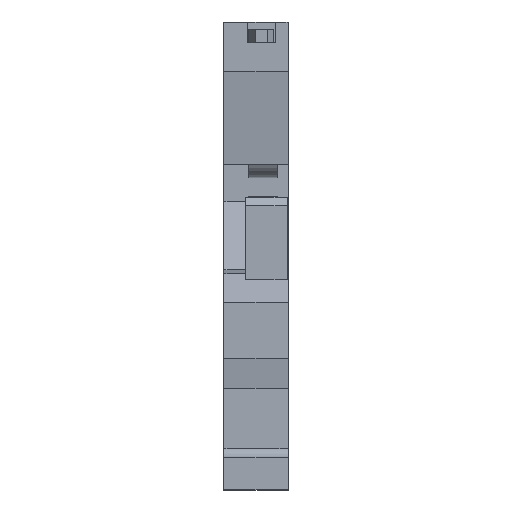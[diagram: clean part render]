
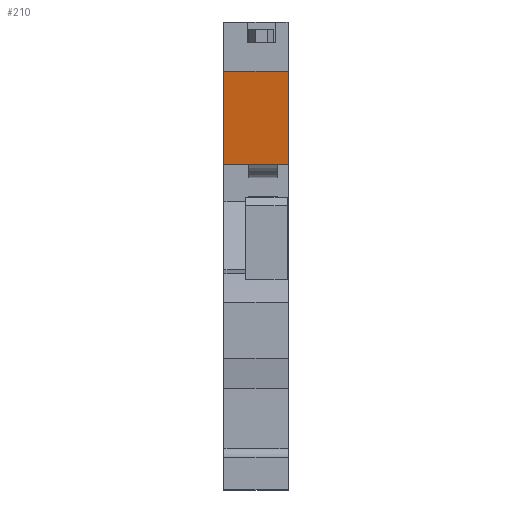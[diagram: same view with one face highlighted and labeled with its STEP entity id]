
A CAD part, front view. The second image highlights one B-rep face of the part: STEP entity #210.
In plain terms, the highlighted planar face has unit normal (0, -0.99, -0.139).
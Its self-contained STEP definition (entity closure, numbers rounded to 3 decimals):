
#210=ADVANCED_FACE('',(#556),#557,.F.);
#556=FACE_OUTER_BOUND('',#1038,.T.);
#557=PLANE('',#1039);
#1038=EDGE_LOOP('',(#1652,#1653,#1654,#1655));
#1039=AXIS2_PLACEMENT_3D('',#1656,#1657,#1658);
#1652=ORIENTED_EDGE('',*,*,#3141,.F.);
#1653=ORIENTED_EDGE('',*,*,#3142,.T.);
#1654=ORIENTED_EDGE('',*,*,#3120,.T.);
#1655=ORIENTED_EDGE('',*,*,#3143,.F.);
#1656=CARTESIAN_POINT('',(0.,0.925,39.951));
#1657=DIRECTION('',(0.,0.99,0.139));
#1658=DIRECTION('',(-1.0,0.,0.));
#3120=EDGE_CURVE('',#3779,#3780,#3781,.T.);
#3141=EDGE_CURVE('',#3818,#3819,#3820,.T.);
#3142=EDGE_CURVE('',#3818,#3779,#3821,.T.);
#3143=EDGE_CURVE('',#3819,#3780,#3822,.T.);
#3779=VERTEX_POINT('',#5003);
#3780=VERTEX_POINT('',#5004);
#3781=LINE('',#5005,#5006);
#3818=VERTEX_POINT('',#5060);
#3819=VERTEX_POINT('',#5061);
#3820=LINE('',#5062,#5063);
#3821=LINE('',#5064,#5065);
#3822=LINE('',#5066,#5067);
#5003=CARTESIAN_POINT('',(6.15,0.905,40.089));
#5004=CARTESIAN_POINT('',(0.,0.905,40.089));
#5005=CARTESIAN_POINT('',(0.,0.905,40.089));
#5006=VECTOR('',#6874,1.0);
#5060=CARTESIAN_POINT('',(6.15,2.155,31.2));
#5061=CARTESIAN_POINT('',(0.,2.155,31.2));
#5062=CARTESIAN_POINT('',(0.,2.155,31.2));
#5063=VECTOR('',#6892,1.0);
#5064=CARTESIAN_POINT('',(6.15,5.696,6.002));
#5065=VECTOR('',#6893,1.0);
#5066=CARTESIAN_POINT('',(0.,5.696,6.002));
#5067=VECTOR('',#6894,1.0);
#6874=DIRECTION('',(-1.0,0.,0.));
#6892=DIRECTION('',(-1.0,0.,0.));
#6893=DIRECTION('',(0.,-0.139,0.99));
#6894=DIRECTION('',(0.,-0.139,0.99));
